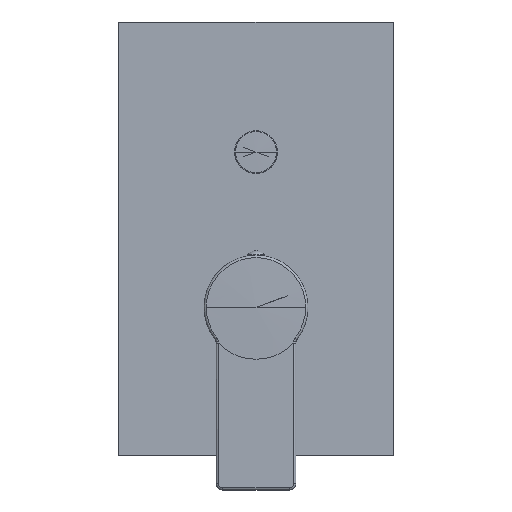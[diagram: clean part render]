
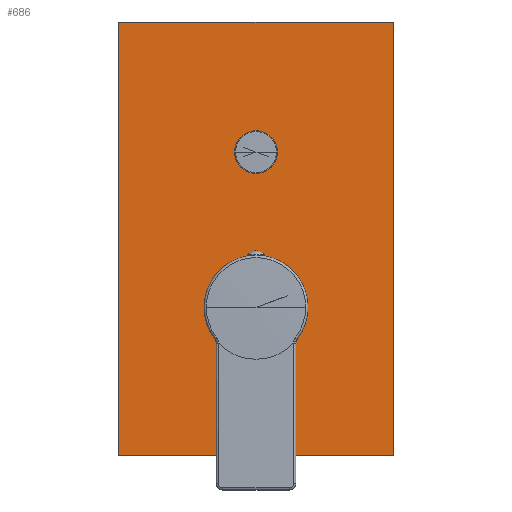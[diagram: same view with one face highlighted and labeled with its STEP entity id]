
A CAD part, top view. The second image highlights one B-rep face of the part: STEP entity #686.
In plain terms, the highlighted planar face has unit normal (0, 0, 1).
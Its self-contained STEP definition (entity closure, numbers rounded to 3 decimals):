
#75=CARTESIAN_POINT('',(0.,68.,47.));
#76=DIRECTION('',(0.,0.,-1.));
#77=DIRECTION('',(1.,0.,0.));
#78=AXIS2_PLACEMENT_3D('',#75,#76,#77);
#88=DIRECTION('',(0.,1.,0.));
#89=VECTOR('',#88,190.);
#90=CARTESIAN_POINT('',(60.,-65.,47.));
#91=LINE('',#90,#89);
#92=DIRECTION('',(1.,0.,0.));
#93=VECTOR('',#92,120.);
#94=CARTESIAN_POINT('',(-60.,-65.,47.));
#95=LINE('',#94,#93);
#96=DIRECTION('',(0.,-1.,0.));
#97=VECTOR('',#96,190.);
#98=CARTESIAN_POINT('',(-60.,125.,47.));
#99=LINE('',#98,#97);
#100=DIRECTION('',(-1.,0.,0.));
#101=VECTOR('',#100,120.);
#102=CARTESIAN_POINT('',(60.,125.,47.));
#103=LINE('',#102,#101);
#136=CARTESIAN_POINT('',(0.,68.,47.));
#137=DIRECTION('',(0.,0.,-1.));
#138=DIRECTION('',(-1.,0.,0.));
#139=AXIS2_PLACEMENT_3D('',#136,#137,#138);
#141=CARTESIAN_POINT('',(0.,0.,47.));
#142=DIRECTION('',(0.,0.,-1.));
#143=DIRECTION('',(-1.,0.,0.));
#144=AXIS2_PLACEMENT_3D('',#141,#142,#143);
#151=CARTESIAN_POINT('',(0.,0.,47.));
#152=DIRECTION('',(0.,0.,-1.));
#153=DIRECTION('',(1.,0.,0.));
#154=AXIS2_PLACEMENT_3D('',#151,#152,#153);
#507=CARTESIAN_POINT('',(60.,-65.,47.));
#508=CARTESIAN_POINT('',(60.,125.,47.));
#509=VERTEX_POINT('',#507);
#510=VERTEX_POINT('',#508);
#511=CARTESIAN_POINT('',(-60.,125.,47.));
#512=VERTEX_POINT('',#511);
#513=CARTESIAN_POINT('',(-60.,-65.,47.));
#514=VERTEX_POINT('',#513);
#519=CARTESIAN_POINT('',(-22.4,0.,47.));
#520=CARTESIAN_POINT('',(22.4,0.,47.));
#521=VERTEX_POINT('',#519);
#522=VERTEX_POINT('',#520);
#523=CARTESIAN_POINT('',(-9.35,68.,47.));
#524=CARTESIAN_POINT('',(9.35,68.,47.));
#525=VERTEX_POINT('',#523);
#526=VERTEX_POINT('',#524);
#660=CARTESIAN_POINT('',(0.,30.,47.));
#661=DIRECTION('',(0.,0.,1.));
#662=DIRECTION('',(-1.,0.,0.));
#663=AXIS2_PLACEMENT_3D('',#660,#661,#662);
#664=PLANE('',#663);
#666=ORIENTED_EDGE('',*,*,#665,.F.);
#668=ORIENTED_EDGE('',*,*,#667,.F.);
#670=ORIENTED_EDGE('',*,*,#669,.F.);
#672=ORIENTED_EDGE('',*,*,#671,.F.);
#673=EDGE_LOOP('',(#666,#668,#670,#672));
#674=FACE_OUTER_BOUND('',#673,.F.);
#676=ORIENTED_EDGE('',*,*,#675,.F.);
#677=ORIENTED_EDGE('',*,*,#643,.F.);
#678=EDGE_LOOP('',(#676,#677));
#679=FACE_BOUND('',#678,.F.);
#681=ORIENTED_EDGE('',*,*,#680,.F.);
#683=ORIENTED_EDGE('',*,*,#682,.F.);
#684=EDGE_LOOP('',(#681,#683));
#685=FACE_BOUND('',#684,.F.);
#686=ADVANCED_FACE('',(#674,#679,#685),#664,.T.);
#79=CIRCLE('',#78,9.35);
#140=CIRCLE('',#139,9.35);
#145=CIRCLE('',#144,22.4);
#155=CIRCLE('',#154,22.4);
#643=EDGE_CURVE('',#526,#525,#79,.T.);
#665=EDGE_CURVE('',#509,#510,#91,.T.);
#667=EDGE_CURVE('',#514,#509,#95,.T.);
#669=EDGE_CURVE('',#512,#514,#99,.T.);
#671=EDGE_CURVE('',#510,#512,#103,.T.);
#675=EDGE_CURVE('',#525,#526,#140,.T.);
#680=EDGE_CURVE('',#521,#522,#145,.T.);
#682=EDGE_CURVE('',#522,#521,#155,.T.);
